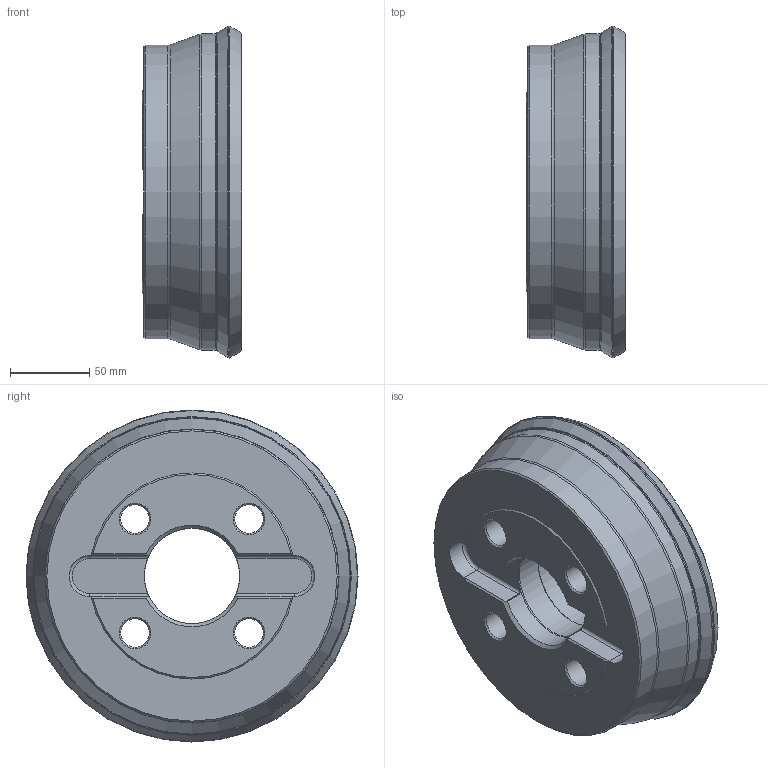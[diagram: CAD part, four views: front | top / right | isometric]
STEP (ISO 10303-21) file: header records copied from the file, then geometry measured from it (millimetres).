
FILE_DESCRIPTION(/* description */ (''),/* implementation_level */ '2;1');
FILE_NAME(/* name */ '202811175ndi000_00.stp',/* time_stamp */ '2020-01-23T08:45:59+01:00',/* author */ (''),/* organization */ (''),/* preprocessor_version */ 'ST-DEVELOPER v16.7',/* originating_system */ 'SIEMENS PLM Software NX 12.0',/* authorisation */ '');
FILE_SCHEMA (('AUTOMOTIVE_DESIGN { 1 0 10303 214 3 1 1 1 }'));
Length unit declared in the file: millimetre
Products named in the file (1): mp541388B794jouh
Bounding box: 63 x 209.34 x 209.34 mm (x, y, z)
Volume: 1457388.2 mm3; surface area: 148853.8 mm2
Topology: 2 solids, 2 shells, 91 faces, 220 edges, 138 vertices
Faces by surface type: cylinder 23, plane 21, cone 19, torus 16, revolution 12
Full cylindrical faces by diameter (mm): 18 x4, 26 x4, 60.025 x1, 60.2 x1, 62 x1, 185 x1, 199.427 x1
Entity records: 2481 total; most frequent: CARTESIAN_POINT 628, DIRECTION 384, ORIENTED_EDGE 292, AXIS2_PLACEMENT_3D 170, EDGE_LOOP 158, EDGE_CURVE 146, FACE_BOUND 128, VERTEX_POINT 114
